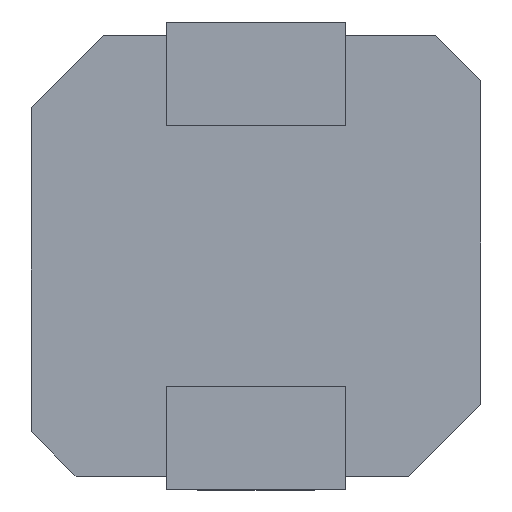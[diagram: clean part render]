
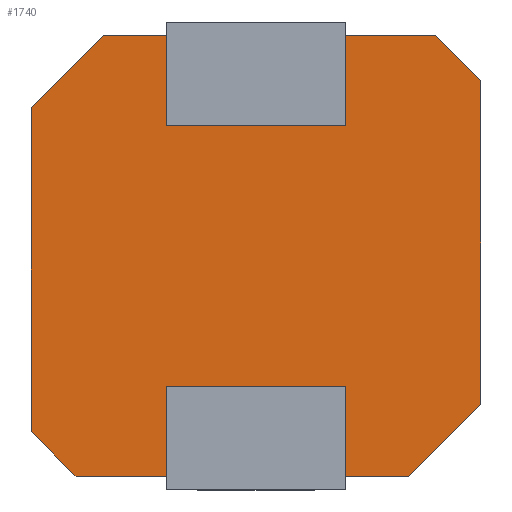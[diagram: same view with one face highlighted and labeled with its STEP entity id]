
A CAD part, front view. The second image highlights one B-rep face of the part: STEP entity #1740.
In plain terms, the highlighted planar face has unit normal (0, -1, 0).
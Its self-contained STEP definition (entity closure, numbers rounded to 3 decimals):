
#4 = CARTESIAN_POINT ( 'NONE',  ( 1.7, 0., -2.45 ) ) ;
#13 = VECTOR ( 'NONE', #1568, 1000. ) ;
#14 = VERTEX_POINT ( 'NONE', #440 ) ;
#23 = VERTEX_POINT ( 'NONE', #466 ) ;
#30 = VECTOR ( 'NONE', #1190, 1000. ) ;
#31 = VERTEX_POINT ( 'NONE', #48 ) ;
#48 = CARTESIAN_POINT ( 'NONE',  ( 1., 0., 1.45 ) ) ;
#61 = CARTESIAN_POINT ( 'NONE',  ( 1., 0., -1.45 ) ) ;
#80 = LINE ( 'NONE', #1105, #30 ) ;
#82 = CARTESIAN_POINT ( 'NONE',  ( -1., 0., 1.45 ) ) ;
#111 = VECTOR ( 'NONE', #1441, 1000. ) ;
#114 = ORIENTED_EDGE ( 'NONE', *, *, #958, .F. ) ;
#126 = EDGE_CURVE ( 'NONE', #435, #768, #864, .T. ) ;
#127 = DIRECTION ( 'NONE',  ( 0.707, 0., 0.707 ) ) ;
#140 = DIRECTION ( 'NONE',  ( 0., 0., -1. ) ) ;
#160 = EDGE_CURVE ( 'NONE', #1221, #1706, #507, .T. ) ;
#162 = VERTEX_POINT ( 'NONE', #485 ) ;
#195 = VECTOR ( 'NONE', #313, 1000. ) ;
#212 = VECTOR ( 'NONE', #1549, 1000. ) ;
#237 = ORIENTED_EDGE ( 'NONE', *, *, #160, .F. ) ;
#284 = EDGE_CURVE ( 'NONE', #162, #1027, #806, .T. ) ;
#301 = VECTOR ( 'NONE', #140, 1000. ) ;
#310 = EDGE_CURVE ( 'NONE', #435, #14, #80, .T. ) ;
#313 = DIRECTION ( 'NONE',  ( -0.707, 0., 0.707 ) ) ;
#317 = EDGE_CURVE ( 'NONE', #1110, #1027, #760, .T. ) ;
#324 = LINE ( 'NONE', #1487, #997 ) ;
#360 = ORIENTED_EDGE ( 'NONE', *, *, #955, .F. ) ;
#363 = DIRECTION ( 'NONE',  ( -1., 0., 0. ) ) ;
#388 = DIRECTION ( 'NONE',  ( 0., 0., 1. ) ) ;
#432 = LINE ( 'NONE', #750, #111 ) ;
#435 = VERTEX_POINT ( 'NONE', #1283 ) ;
#440 = CARTESIAN_POINT ( 'NONE',  ( -1., 0., 2.45 ) ) ;
#444 = PLANE ( 'NONE',  #1519 ) ;
#460 = CARTESIAN_POINT ( 'NONE',  ( -1., 0., -1.45 ) ) ;
#466 = CARTESIAN_POINT ( 'NONE',  ( 2.5, 0., 1.95 ) ) ;
#485 = CARTESIAN_POINT ( 'NONE',  ( -1., 0., -2.45 ) ) ;
#487 = CARTESIAN_POINT ( 'NONE',  ( -2.5, 0., 2.45 ) ) ;
#507 = LINE ( 'NONE', #1050, #1187 ) ;
#547 = CARTESIAN_POINT ( 'NONE',  ( 2.5, 0., 2.45 ) ) ;
#553 = LINE ( 'NONE', #1650, #872 ) ;
#586 = EDGE_CURVE ( 'NONE', #814, #1165, #1464, .T. ) ;
#595 = VECTOR ( 'NONE', #1714, 1000. ) ;
#604 = VECTOR ( 'NONE', #1060, 1000. ) ;
#608 = VERTEX_POINT ( 'NONE', #1109 ) ;
#611 = EDGE_CURVE ( 'NONE', #1329, #31, #963, .T. ) ;
#613 = LINE ( 'NONE', #487, #939 ) ;
#615 = VECTOR ( 'NONE', #1086, 1000. ) ;
#660 = LINE ( 'NONE', #1246, #212 ) ;
#666 = EDGE_CURVE ( 'NONE', #14, #1329, #432, .T. ) ;
#717 = CARTESIAN_POINT ( 'NONE',  ( 0., 0., 0. ) ) ;
#743 = DIRECTION ( 'NONE',  ( 0., 0., -1. ) ) ;
#750 = CARTESIAN_POINT ( 'NONE',  ( -1., 0., 2.6 ) ) ;
#760 = LINE ( 'NONE', #1152, #604 ) ;
#768 = VERTEX_POINT ( 'NONE', #1063 ) ;
#806 = LINE ( 'NONE', #1022, #1114 ) ;
#812 = LINE ( 'NONE', #1285, #1126 ) ;
#814 = VERTEX_POINT ( 'NONE', #1189 ) ;
#833 = CARTESIAN_POINT ( 'NONE',  ( -1., 0., 1.45 ) ) ;
#846 = CARTESIAN_POINT ( 'NONE',  ( 2., 0., 2.45 ) ) ;
#848 = DIRECTION ( 'NONE',  ( 0., 0., -1. ) ) ;
#864 = LINE ( 'NONE', #1098, #1621 ) ;
#872 = VECTOR ( 'NONE', #127, 1000. ) ;
#882 = LINE ( 'NONE', #1119, #195 ) ;
#936 = ORIENTED_EDGE ( 'NONE', *, *, #317, .T. ) ;
#939 = VECTOR ( 'NONE', #388, 1000. ) ;
#955 = EDGE_CURVE ( 'NONE', #23, #1381, #1783, .T. ) ;
#958 = EDGE_CURVE ( 'NONE', #608, #1061, #1355, .T. ) ;
#963 = LINE ( 'NONE', #833, #595 ) ;
#982 = CARTESIAN_POINT ( 'NONE',  ( 1., 0., -2.45 ) ) ;
#997 = VECTOR ( 'NONE', #1497, 1000. ) ;
#1017 = EDGE_CURVE ( 'NONE', #31, #608, #660, .T. ) ;
#1022 = CARTESIAN_POINT ( 'NONE',  ( -2.5, 0., -2.45 ) ) ;
#1027 = VERTEX_POINT ( 'NONE', #1409 ) ;
#1028 = DIRECTION ( 'NONE',  ( -0.707, 0., -0.707 ) ) ;
#1050 = CARTESIAN_POINT ( 'NONE',  ( -2.5, 0., -2.45 ) ) ;
#1057 = DIRECTION ( 'NONE',  ( -1., 0., 0. ) ) ;
#1060 = DIRECTION ( 'NONE',  ( 0.707, 0., -0.707 ) ) ;
#1061 = VERTEX_POINT ( 'NONE', #846 ) ;
#1063 = CARTESIAN_POINT ( 'NONE',  ( -2.5, 0., 1.65 ) ) ;
#1086 = DIRECTION ( 'NONE',  ( 1., 0., 0. ) ) ;
#1098 = CARTESIAN_POINT ( 'NONE',  ( -2.075, 0., 2.075 ) ) ;
#1105 = CARTESIAN_POINT ( 'NONE',  ( -2.5, 0., 2.45 ) ) ;
#1109 = CARTESIAN_POINT ( 'NONE',  ( 1., 0., 2.45 ) ) ;
#1110 = VERTEX_POINT ( 'NONE', #1708 ) ;
#1114 = VECTOR ( 'NONE', #1057, 1000. ) ;
#1115 = ORIENTED_EDGE ( 'NONE', *, *, #666, .F. ) ;
#1119 = CARTESIAN_POINT ( 'NONE',  ( 2.225, 0., 2.225 ) ) ;
#1126 = VECTOR ( 'NONE', #743, 1000. ) ;
#1127 = EDGE_CURVE ( 'NONE', #1165, #1706, #812, .T. ) ;
#1130 = ORIENTED_EDGE ( 'NONE', *, *, #1127, .T. ) ;
#1138 = ORIENTED_EDGE ( 'NONE', *, *, #310, .F. ) ;
#1152 = CARTESIAN_POINT ( 'NONE',  ( -2.225, 0., -2.225 ) ) ;
#1154 = ORIENTED_EDGE ( 'NONE', *, *, #126, .T. ) ;
#1165 = VERTEX_POINT ( 'NONE', #61 ) ;
#1172 = EDGE_LOOP ( 'NONE', ( #1435, #936, #1713, #1735, #1623, #1130, #237, #1414, #360, #1563, #114, #1229, #1474, #1115, #1138, #1154 ) ) ;
#1187 = VECTOR ( 'NONE', #363, 1000. ) ;
#1189 = CARTESIAN_POINT ( 'NONE',  ( -1., 0., -1.45 ) ) ;
#1190 = DIRECTION ( 'NONE',  ( 1., 0., 0. ) ) ;
#1221 = VERTEX_POINT ( 'NONE', #4 ) ;
#1222 = CARTESIAN_POINT ( 'NONE',  ( -2.5, 0., 2.45 ) ) ;
#1223 = EDGE_CURVE ( 'NONE', #1221, #1381, #553, .T. ) ;
#1229 = ORIENTED_EDGE ( 'NONE', *, *, #1017, .F. ) ;
#1246 = CARTESIAN_POINT ( 'NONE',  ( 1., 0., 2.6 ) ) ;
#1283 = CARTESIAN_POINT ( 'NONE',  ( -1.7, 0., 2.45 ) ) ;
#1285 = CARTESIAN_POINT ( 'NONE',  ( 1., 0., -2.6 ) ) ;
#1288 = FACE_OUTER_BOUND ( 'NONE', #1172, .T. ) ;
#1329 = VERTEX_POINT ( 'NONE', #82 ) ;
#1333 = CARTESIAN_POINT ( 'NONE',  ( 2.5, 0., -1.65 ) ) ;
#1343 = EDGE_CURVE ( 'NONE', #1110, #768, #613, .T. ) ;
#1355 = LINE ( 'NONE', #1222, #615 ) ;
#1381 = VERTEX_POINT ( 'NONE', #1333 ) ;
#1409 = CARTESIAN_POINT ( 'NONE',  ( -2., 0., -2.45 ) ) ;
#1414 = ORIENTED_EDGE ( 'NONE', *, *, #1223, .T. ) ;
#1435 = ORIENTED_EDGE ( 'NONE', *, *, #1343, .F. ) ;
#1441 = DIRECTION ( 'NONE',  ( 0., 0., -1. ) ) ;
#1450 = EDGE_CURVE ( 'NONE', #162, #814, #324, .T. ) ;
#1464 = LINE ( 'NONE', #460, #13 ) ;
#1474 = ORIENTED_EDGE ( 'NONE', *, *, #611, .F. ) ;
#1487 = CARTESIAN_POINT ( 'NONE',  ( -1., 0., -2.6 ) ) ;
#1497 = DIRECTION ( 'NONE',  ( 0., 0., 1. ) ) ;
#1519 = AXIS2_PLACEMENT_3D ( 'NONE', #717, #1698, #848 ) ;
#1549 = DIRECTION ( 'NONE',  ( 0., 0., 1. ) ) ;
#1563 = ORIENTED_EDGE ( 'NONE', *, *, #1741, .T. ) ;
#1568 = DIRECTION ( 'NONE',  ( 1., 0., 0. ) ) ;
#1621 = VECTOR ( 'NONE', #1028, 1000. ) ;
#1623 = ORIENTED_EDGE ( 'NONE', *, *, #586, .T. ) ;
#1650 = CARTESIAN_POINT ( 'NONE',  ( 2.075, 0., -2.075 ) ) ;
#1698 = DIRECTION ( 'NONE',  ( 0., -1., 0. ) ) ;
#1706 = VERTEX_POINT ( 'NONE', #982 ) ;
#1708 = CARTESIAN_POINT ( 'NONE',  ( -2.5, 0., -1.95 ) ) ;
#1713 = ORIENTED_EDGE ( 'NONE', *, *, #284, .F. ) ;
#1714 = DIRECTION ( 'NONE',  ( 1., 0., 0. ) ) ;
#1735 = ORIENTED_EDGE ( 'NONE', *, *, #1450, .T. ) ;
#1740 = ADVANCED_FACE ( 'NONE', ( #1288 ), #444, .T. ) ;
#1741 = EDGE_CURVE ( 'NONE', #23, #1061, #882, .T. ) ;
#1783 = LINE ( 'NONE', #547, #301 ) ;
